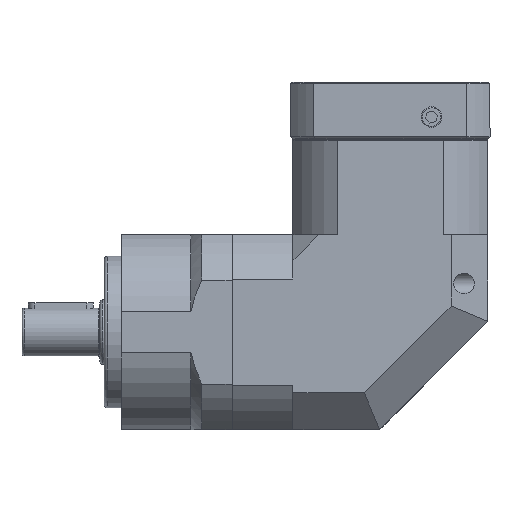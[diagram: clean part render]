
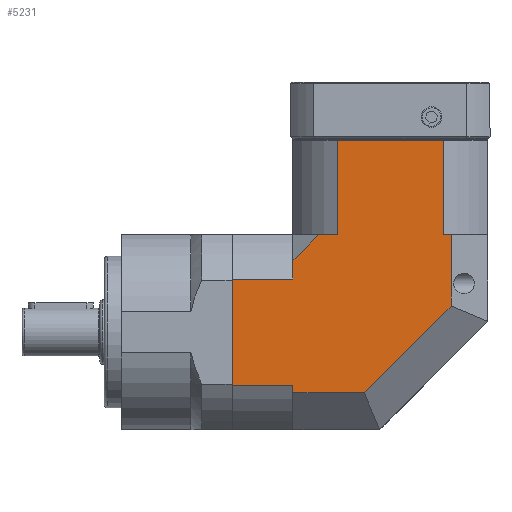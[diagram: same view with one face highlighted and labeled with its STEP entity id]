
A CAD part, left-side view. The second image highlights one B-rep face of the part: STEP entity #5231.
In plain terms, the highlighted planar face has unit normal (-1, 0, 0).
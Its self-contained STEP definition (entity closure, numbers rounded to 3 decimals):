
#4734=CARTESIAN_POINT('',(-45.,33.,45.));
#4735=VERTEX_POINT('',#4734);
#4742=CARTESIAN_POINT('',(-45.0,24.527,45.));
#4743=VERTEX_POINT('',#4742);
#4744=CARTESIAN_POINT('',(-45.0,24.527,45.));
#4745=DIRECTION('',(0.0,1.0,0.0));
#4746=VECTOR('',#4745,8.473);
#4747=LINE('',#4744,#4746);
#4748=EDGE_CURVE('',#4743,#4735,#4747,.T.);
#4765=CARTESIAN_POINT('',(-45.0,45.0,24.527));
#4766=VERTEX_POINT('',#4765);
#4767=CARTESIAN_POINT('',(-45.0,45.0,33.));
#4768=VERTEX_POINT('',#4767);
#4769=CARTESIAN_POINT('',(-45.0,45.0,24.527));
#4770=DIRECTION('',(0.0,0.0,1.0));
#4771=VECTOR('',#4770,8.473);
#4772=LINE('',#4769,#4771);
#4773=EDGE_CURVE('',#4766,#4768,#4772,.T.);
#5130=CARTESIAN_POINT('',(-45.0,-45.0,88.8));
#5131=DIRECTION('',(1.0,0.0,0.0));
#5132=DIRECTION('',(0.0,0.0,-1.0));
#5133=AXIS2_PLACEMENT_3D('',#5130,#5131,#5132);
#5134=PLANE('',#5133);
#5135=CARTESIAN_POINT('',(-45.0,-24.527,45.));
#5136=VERTEX_POINT('',#5135);
#5137=CARTESIAN_POINT('',(-45.0,-24.527,88.5));
#5138=VERTEX_POINT('',#5137);
#5139=CARTESIAN_POINT('',(-45.0,-24.527,45.));
#5140=DIRECTION('',(0.0,0.0,1.0));
#5141=VECTOR('',#5140,43.5);
#5142=LINE('',#5139,#5141);
#5143=EDGE_CURVE('',#5136,#5138,#5142,.T.);
#5144=ORIENTED_EDGE('',*,*,#5143,.T.);
#5145=CARTESIAN_POINT('',(-45.0,24.527,88.5));
#5146=VERTEX_POINT('',#5145);
#5147=CARTESIAN_POINT('',(-45.0,-24.527,88.5));
#5148=DIRECTION('',(0.0,1.0,0.0));
#5149=VECTOR('',#5148,49.054);
#5150=LINE('',#5147,#5149);
#5151=EDGE_CURVE('',#5138,#5146,#5150,.T.);
#5152=ORIENTED_EDGE('',*,*,#5151,.T.);
#5153=CARTESIAN_POINT('',(-45.0,24.527,45.));
#5154=DIRECTION('',(0.0,0.0,1.0));
#5155=VECTOR('',#5154,43.5);
#5156=LINE('',#5153,#5155);
#5157=EDGE_CURVE('',#4743,#5146,#5156,.T.);
#5158=ORIENTED_EDGE('',*,*,#5157,.F.);
#5159=ORIENTED_EDGE('',*,*,#4748,.T.);
#5160=CARTESIAN_POINT('',(-45.0,45.,33.));
#5161=DIRECTION('',(0.0,-0.707,0.707));
#5162=VECTOR('',#5161,16.971);
#5163=LINE('',#5160,#5162);
#5164=EDGE_CURVE('',#4768,#4735,#5163,.T.);
#5165=ORIENTED_EDGE('',*,*,#5164,.F.);
#5166=ORIENTED_EDGE('',*,*,#4773,.F.);
#5167=CARTESIAN_POINT('',(-45.0,72.8,24.527));
#5168=VERTEX_POINT('',#5167);
#5169=CARTESIAN_POINT('',(-45.0,45.0,24.527));
#5170=DIRECTION('',(0.0,1.0,0.0));
#5171=VECTOR('',#5170,27.8);
#5172=LINE('',#5169,#5171);
#5173=EDGE_CURVE('',#4766,#5168,#5172,.T.);
#5174=ORIENTED_EDGE('',*,*,#5173,.T.);
#5175=CARTESIAN_POINT('',(-45.0,72.8,-24.527));
#5176=VERTEX_POINT('',#5175);
#5177=CARTESIAN_POINT('',(-45.0,72.8,24.527));
#5178=DIRECTION('',(0.0,0.0,-1.0));
#5179=VECTOR('',#5178,49.054);
#5180=LINE('',#5177,#5179);
#5181=EDGE_CURVE('',#5168,#5176,#5180,.T.);
#5182=ORIENTED_EDGE('',*,*,#5181,.T.);
#5183=CARTESIAN_POINT('',(-45.0,45.0,-24.527));
#5184=VERTEX_POINT('',#5183);
#5185=CARTESIAN_POINT('',(-45.0,45.0,-24.527));
#5186=DIRECTION('',(0.0,1.0,0.0));
#5187=VECTOR('',#5186,27.8);
#5188=LINE('',#5185,#5187);
#5189=EDGE_CURVE('',#5184,#5176,#5188,.T.);
#5190=ORIENTED_EDGE('',*,*,#5189,.F.);
#5191=CARTESIAN_POINT('',(-45.,45.0,-28.));
#5192=VERTEX_POINT('',#5191);
#5193=CARTESIAN_POINT('',(-45.0,45.0,-24.527));
#5194=DIRECTION('',(0.0,0.0,-1.0));
#5195=VECTOR('',#5194,3.473);
#5196=LINE('',#5193,#5195);
#5197=EDGE_CURVE('',#5184,#5192,#5196,.T.);
#5198=ORIENTED_EDGE('',*,*,#5197,.T.);
#5199=CARTESIAN_POINT('',(-45.0,12.042,-28.));
#5200=VERTEX_POINT('',#5199);
#5201=CARTESIAN_POINT('',(-45.0,45.0,-28.));
#5202=DIRECTION('',(0.0,-1.0,0.0));
#5203=VECTOR('',#5202,32.958);
#5204=LINE('',#5201,#5203);
#5205=EDGE_CURVE('',#5192,#5200,#5204,.T.);
#5206=ORIENTED_EDGE('',*,*,#5205,.T.);
#5207=CARTESIAN_POINT('',(-45.0,-28.,12.042));
#5208=VERTEX_POINT('',#5207);
#5209=CARTESIAN_POINT('',(-45.0,12.042,-28.));
#5210=DIRECTION('',(0.0,-0.707,0.707));
#5211=VECTOR('',#5210,56.627);
#5212=LINE('',#5209,#5211);
#5213=EDGE_CURVE('',#5200,#5208,#5212,.T.);
#5214=ORIENTED_EDGE('',*,*,#5213,.T.);
#5215=CARTESIAN_POINT('',(-45.0,-28.,45.));
#5216=VERTEX_POINT('',#5215);
#5217=CARTESIAN_POINT('',(-45.0,-28.,12.042));
#5218=DIRECTION('',(0.0,0.0,1.0));
#5219=VECTOR('',#5218,32.958);
#5220=LINE('',#5217,#5219);
#5221=EDGE_CURVE('',#5208,#5216,#5220,.T.);
#5222=ORIENTED_EDGE('',*,*,#5221,.T.);
#5223=CARTESIAN_POINT('',(-45.0,-28.,45.));
#5224=DIRECTION('',(0.0,1.0,0.0));
#5225=VECTOR('',#5224,3.473);
#5226=LINE('',#5223,#5225);
#5227=EDGE_CURVE('',#5216,#5136,#5226,.T.);
#5228=ORIENTED_EDGE('',*,*,#5227,.T.);
#5229=EDGE_LOOP('',(#5144,#5152,#5158,#5159,#5165,#5166,#5174,#5182,#5190,#5198,#5206,#5214,#5222,#5228));
#5230=FACE_OUTER_BOUND('',#5229,.T.);
#5231=ADVANCED_FACE('',(#5230),#5134,.F.);
